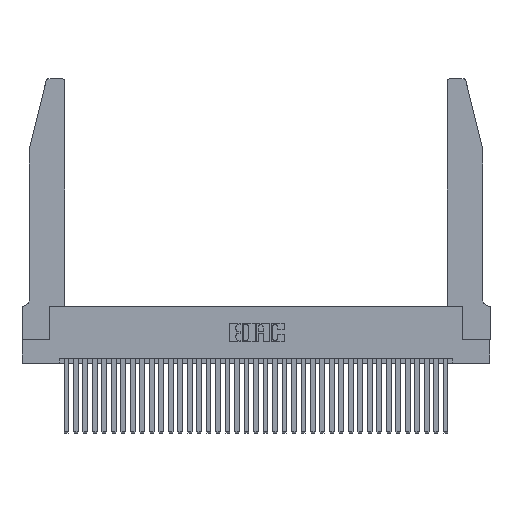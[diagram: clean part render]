
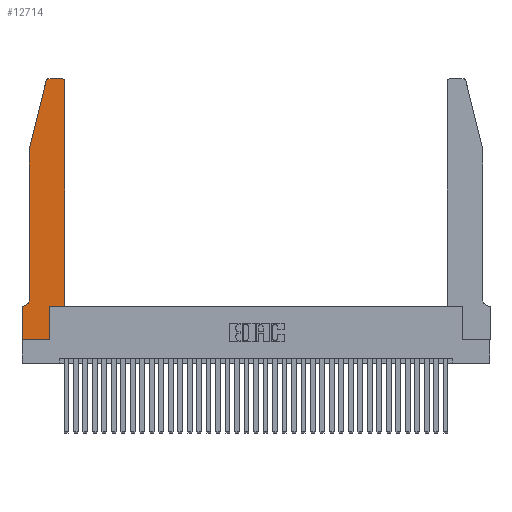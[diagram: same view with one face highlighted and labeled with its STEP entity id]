
A CAD part, top view. The second image highlights one B-rep face of the part: STEP entity #12714.
In plain terms, the highlighted planar face has unit normal (0, 0, 1).
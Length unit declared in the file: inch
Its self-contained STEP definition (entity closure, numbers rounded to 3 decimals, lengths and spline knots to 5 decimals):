
#41 = VERTEX_POINT ( 'NONE', #17782 ) ;
#66 = EDGE_CURVE ( 'NONE', #21698, #28162, #11943, .T. ) ;
#261 = CARTESIAN_POINT ( 'NONE',  ( 0.2605, 2.75, 0.37 ) ) ;
#350 = LINE ( 'NONE', #3559, #29974 ) ;
#429 = CARTESIAN_POINT ( 'NONE',  ( 0.0755, 2., 0.37 ) ) ;
#534 = LINE ( 'NONE', #261, #15215 ) ;
#881 = DIRECTION ( 'NONE',  ( 1., 0., 0. ) ) ;
#1010 = DIRECTION ( 'NONE',  ( -1., 0., 0. ) ) ;
#1089 = CARTESIAN_POINT ( 'NONE',  ( 0., 0.35, 0.37 ) ) ;
#1200 = CIRCLE ( 'NONE', #3496, 0.03 ) ;
#1623 = CARTESIAN_POINT ( 'NONE',  ( 0.25487, 2.72718, 0.37 ) ) ;
#2035 = CARTESIAN_POINT ( 'NONE',  ( 0.0755, 0.42, 0.37 ) ) ;
#2375 = VERTEX_POINT ( 'NONE', #25343 ) ;
#2821 = DIRECTION ( 'NONE',  ( 1., 0., 0. ) ) ;
#3496 = AXIS2_PLACEMENT_3D ( 'NONE', #25299, #8207, #28079 ) ;
#3559 = CARTESIAN_POINT ( 'NONE',  ( 0.2865, 0.35, 0.37 ) ) ;
#4189 = ORIENTED_EDGE ( 'NONE', *, *, #8563, .T. ) ;
#6008 = VECTOR ( 'NONE', #24045, 39.37008 ) ;
#6900 = EDGE_CURVE ( 'NONE', #31375, #24460, #34985, .T. ) ;
#6942 = LINE ( 'NONE', #10201, #36093 ) ;
#7038 = CARTESIAN_POINT ( 'NONE',  ( 0.4505, 2.72, 0.37 ) ) ;
#7307 = AXIS2_PLACEMENT_3D ( 'NONE', #35156, #18483, #1010 ) ;
#8155 = CARTESIAN_POINT ( 'NONE',  ( 0.0055, 0.35, 0.37 ) ) ;
#8207 = DIRECTION ( 'NONE',  ( 0., 0., 1. ) ) ;
#8563 = EDGE_CURVE ( 'NONE', #15339, #2375, #534, .T. ) ;
#8791 = CARTESIAN_POINT ( 'NONE',  ( 0., 0., 0.37 ) ) ;
#9204 = CARTESIAN_POINT ( 'NONE',  ( 0.4505, 0.35, 0.37 ) ) ;
#9803 = EDGE_CURVE ( 'NONE', #34895, #36736, #6942, .T. ) ;
#10027 = DIRECTION ( 'NONE',  ( 1., 0., 0. ) ) ;
#10201 = CARTESIAN_POINT ( 'NONE',  ( 0.0755, 2., 0.37 ) ) ;
#10392 = ORIENTED_EDGE ( 'NONE', *, *, #18119, .T. ) ;
#10856 = EDGE_CURVE ( 'NONE', #11210, #41, #350, .T. ) ;
#11210 = VERTEX_POINT ( 'NONE', #19872 ) ;
#11943 = LINE ( 'NONE', #9204, #6008 ) ;
#12415 = DIRECTION ( 'NONE',  ( 0., 1., 0. ) ) ;
#12632 = EDGE_CURVE ( 'NONE', #41, #21698, #14447, .T. ) ;
#12714 = ADVANCED_FACE ( 'NONE', ( #25940 ), #21405, .T. ) ;
#13007 = CARTESIAN_POINT ( 'NONE',  ( 0.4505, 0.35, 0.37 ) ) ;
#13560 = ORIENTED_EDGE ( 'NONE', *, *, #24639, .T. ) ;
#13988 = VECTOR ( 'NONE', #21219, 39.37008 ) ;
#14447 = LINE ( 'NONE', #26548, #29416 ) ;
#14467 = CARTESIAN_POINT ( 'NONE',  ( 0., 0., 0.37 ) ) ;
#14750 = VERTEX_POINT ( 'NONE', #1623 ) ;
#15215 = VECTOR ( 'NONE', #34429, 39.37008 ) ;
#15339 = VERTEX_POINT ( 'NONE', #20878 ) ;
#15726 = ORIENTED_EDGE ( 'NONE', *, *, #6900, .T. ) ;
#16977 = CARTESIAN_POINT ( 'NONE',  ( 0.0755, 2., 0.37 ) ) ;
#17200 = VECTOR ( 'NONE', #2821, 39.37008 ) ;
#17782 = CARTESIAN_POINT ( 'NONE',  ( 0.2865, 0.35, 0.37 ) ) ;
#18088 = LINE ( 'NONE', #14467, #17200 ) ;
#18119 = EDGE_CURVE ( 'NONE', #24460, #29042, #21572, .T. ) ;
#18362 = DIRECTION ( 'NONE',  ( 0., 0., 1. ) ) ;
#18377 = CARTESIAN_POINT ( 'NONE',  ( 0., 0., 0.37 ) ) ;
#18483 = DIRECTION ( 'NONE',  ( 0., 0., -1. ) ) ;
#19872 = CARTESIAN_POINT ( 'NONE',  ( 0.2865, 0., 0.37 ) ) ;
#20878 = CARTESIAN_POINT ( 'NONE',  ( 0.4205, 2.75, 0.37 ) ) ;
#21192 = LINE ( 'NONE', #16977, #28610 ) ;
#21219 = DIRECTION ( 'NONE',  ( 0., -1., 0. ) ) ;
#21405 = PLANE ( 'NONE',  #34513 ) ;
#21572 = LINE ( 'NONE', #18377, #13988 ) ;
#21616 = ORIENTED_EDGE ( 'NONE', *, *, #12632, .T. ) ;
#21698 = VERTEX_POINT ( 'NONE', #13007 ) ;
#22025 = ORIENTED_EDGE ( 'NONE', *, *, #10856, .T. ) ;
#22435 = CIRCLE ( 'NONE', #7307, 0.07 ) ;
#22650 = DIRECTION ( 'NONE',  ( -0.239, -0.971, 0. ) ) ;
#23736 = EDGE_LOOP ( 'NONE', ( #4189, #24891, #27105, #35771, #28888, #15726, #10392, #13560, #22025, #21616, #26981, #26551 ) ) ;
#24034 = CARTESIAN_POINT ( 'NONE',  ( 0.0755, 0.35, 0.37 ) ) ;
#24045 = DIRECTION ( 'NONE',  ( 0., 1., 0. ) ) ;
#24460 = VERTEX_POINT ( 'NONE', #30685 ) ;
#24548 = AXIS2_PLACEMENT_3D ( 'NONE', #35028, #18362, #881 ) ;
#24639 = EDGE_CURVE ( 'NONE', #29042, #11210, #18088, .T. ) ;
#24891 = ORIENTED_EDGE ( 'NONE', *, *, #36426, .T. ) ;
#25299 = CARTESIAN_POINT ( 'NONE',  ( 0.4205, 2.72, 0.37 ) ) ;
#25343 = CARTESIAN_POINT ( 'NONE',  ( 0.284, 2.75, 0.37 ) ) ;
#25400 = EDGE_CURVE ( 'NONE', #36736, #31375, #22435, .T. ) ;
#25940 = FACE_OUTER_BOUND ( 'NONE', #23736, .T. ) ;
#26548 = CARTESIAN_POINT ( 'NONE',  ( 0.4505, 0.35, 0.37 ) ) ;
#26551 = ORIENTED_EDGE ( 'NONE', *, *, #32605, .T. ) ;
#26664 = DIRECTION ( 'NONE',  ( 1., 0., 0. ) ) ;
#26915 = CIRCLE ( 'NONE', #24548, 0.03 ) ;
#26981 = ORIENTED_EDGE ( 'NONE', *, *, #66, .T. ) ;
#27038 = DIRECTION ( 'NONE',  ( 0., 0., 1. ) ) ;
#27105 = ORIENTED_EDGE ( 'NONE', *, *, #36811, .T. ) ;
#28079 = DIRECTION ( 'NONE',  ( 1., 0., 0. ) ) ;
#28162 = VERTEX_POINT ( 'NONE', #7038 ) ;
#28610 = VECTOR ( 'NONE', #22650, 39.37008 ) ;
#28888 = ORIENTED_EDGE ( 'NONE', *, *, #25400, .T. ) ;
#29042 = VERTEX_POINT ( 'NONE', #8791 ) ;
#29416 = VECTOR ( 'NONE', #26664, 39.37008 ) ;
#29974 = VECTOR ( 'NONE', #12415, 39.37008 ) ;
#30685 = CARTESIAN_POINT ( 'NONE',  ( 0., 0.35, 0.37 ) ) ;
#31375 = VERTEX_POINT ( 'NONE', #8155 ) ;
#32398 = DIRECTION ( 'NONE',  ( -1., 0., 0. ) ) ;
#32605 = EDGE_CURVE ( 'NONE', #28162, #15339, #1200, .T. ) ;
#32752 = DIRECTION ( 'NONE',  ( 0., -1., 0. ) ) ;
#34114 = VECTOR ( 'NONE', #32398, 39.37008 ) ;
#34429 = DIRECTION ( 'NONE',  ( -1., 0., 0. ) ) ;
#34513 = AXIS2_PLACEMENT_3D ( 'NONE', #1089, #27038, #10027 ) ;
#34895 = VERTEX_POINT ( 'NONE', #429 ) ;
#34985 = LINE ( 'NONE', #24034, #34114 ) ;
#35028 = CARTESIAN_POINT ( 'NONE',  ( 0.284, 2.72, 0.37 ) ) ;
#35156 = CARTESIAN_POINT ( 'NONE',  ( 0.0055, 0.42, 0.37 ) ) ;
#35771 = ORIENTED_EDGE ( 'NONE', *, *, #9803, .T. ) ;
#36093 = VECTOR ( 'NONE', #32752, 39.37008 ) ;
#36426 = EDGE_CURVE ( 'NONE', #2375, #14750, #26915, .T. ) ;
#36736 = VERTEX_POINT ( 'NONE', #2035 ) ;
#36811 = EDGE_CURVE ( 'NONE', #14750, #34895, #21192, .T. ) ;
